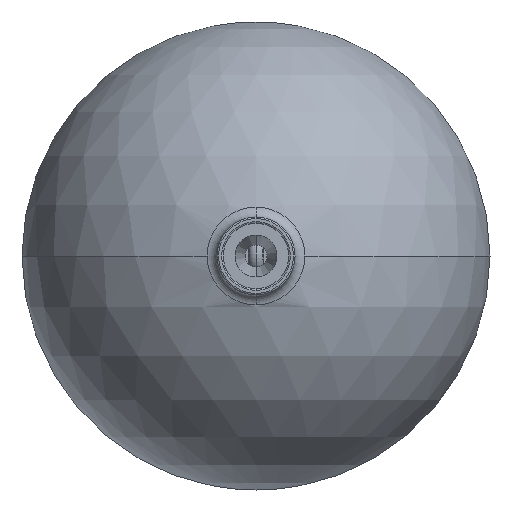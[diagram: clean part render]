
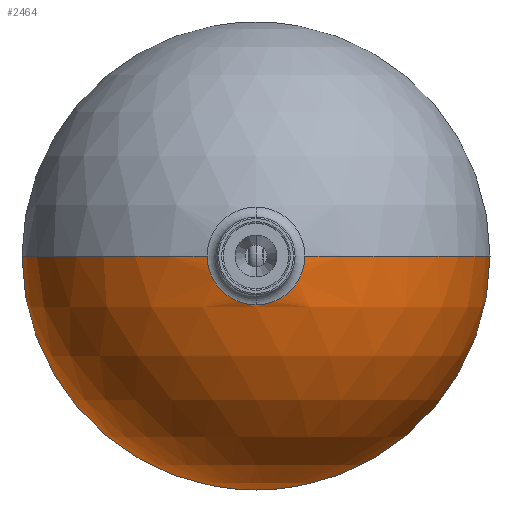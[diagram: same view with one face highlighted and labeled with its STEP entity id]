
A CAD part, front view. The second image highlights one B-rep face of the part: STEP entity #2464.
In plain terms, the highlighted spherical face has radius 150 mm.
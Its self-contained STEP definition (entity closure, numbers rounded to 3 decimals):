
#63 = CARTESIAN_POINT ( 'NONE',  ( 0., -150., 0. ) ) ;
#359 = DIRECTION ( 'NONE',  ( 0., 0., 1. ) ) ;
#372 = CARTESIAN_POINT ( 'NONE',  ( 0., -150., 0. ) ) ;
#402 = CARTESIAN_POINT ( 'NONE',  ( 0., -150., 0. ) ) ;
#513 = DIRECTION ( 'NONE',  ( 0., 1., 0. ) ) ;
#742 = DIRECTION ( 'NONE',  ( 0., 1., 0. ) ) ;
#824 = EDGE_CURVE ( 'NONE', #8410, #7424, #2029, .T. ) ;
#873 = AXIS2_PLACEMENT_3D ( 'NONE', #63, #7776, #1241 ) ;
#951 = AXIS2_PLACEMENT_3D ( 'NONE', #7871, #742, #1917 ) ;
#964 = EDGE_LOOP ( 'NONE', ( #4672, #7699, #5070, #6623, #1609, #8299 ) ) ;
#986 = AXIS2_PLACEMENT_3D ( 'NONE', #372, #5757, #1548 ) ;
#1241 = DIRECTION ( 'NONE',  ( 1., 0., 0. ) ) ;
#1284 = FACE_OUTER_BOUND ( 'NONE', #964, .T. ) ;
#1536 = CIRCLE ( 'NONE', #7821, 31.329 ) ;
#1548 = DIRECTION ( 'NONE',  ( -1., 0., 0. ) ) ;
#1576 = DIRECTION ( 'NONE',  ( 1., 0., 0. ) ) ;
#1609 = ORIENTED_EDGE ( 'NONE', *, *, #6888, .F. ) ;
#1706 = VERTEX_POINT ( 'NONE', #5947 ) ;
#1917 = DIRECTION ( 'NONE',  ( 0., 0., 1. ) ) ;
#1918 = VERTEX_POINT ( 'NONE', #7900 ) ;
#2029 = CIRCLE ( 'NONE', #4571, 149.944 ) ;
#2464 = ADVANCED_FACE ( 'NONE', ( #1284 ), #7518, .T. ) ;
#2860 = EDGE_CURVE ( 'NONE', #1918, #8012, #4045, .T. ) ;
#2932 = DIRECTION ( 'NONE',  ( 0., 0., 1. ) ) ;
#3267 = CARTESIAN_POINT ( 'NONE',  ( 0., -154.11, -149.944 ) ) ;
#3436 = AXIS2_PLACEMENT_3D ( 'NONE', #402, #5499, #1576 ) ;
#3633 = DIRECTION ( 'NONE',  ( 0., 1., 0. ) ) ;
#3835 = EDGE_CURVE ( 'NONE', #6942, #1918, #1536, .T. ) ;
#3964 = CARTESIAN_POINT ( 'NONE',  ( 0., -154.11, 0. ) ) ;
#4033 = CIRCLE ( 'NONE', #986, 150. ) ;
#4045 = CIRCLE ( 'NONE', #951, 31.329 ) ;
#4373 = CARTESIAN_POINT ( 'NONE',  ( -31.329, -296.692, 0. ) ) ;
#4436 = CARTESIAN_POINT ( 'NONE',  ( 0., -154.11, 0. ) ) ;
#4571 = AXIS2_PLACEMENT_3D ( 'NONE', #3964, #7475, #359 ) ;
#4662 = CARTESIAN_POINT ( 'NONE',  ( 0., -296.692, 0. ) ) ;
#4672 = ORIENTED_EDGE ( 'NONE', *, *, #2860, .T. ) ;
#4701 = CARTESIAN_POINT ( 'NONE',  ( 31.329, -296.692, 0. ) ) ;
#5070 = ORIENTED_EDGE ( 'NONE', *, *, #824, .F. ) ;
#5499 = DIRECTION ( 'NONE',  ( 0., 0., -1. ) ) ;
#5757 = DIRECTION ( 'NONE',  ( 0., 0., -1. ) ) ;
#5947 = CARTESIAN_POINT ( 'NONE',  ( 149.944, -154.11, 0. ) ) ;
#6191 = AXIS2_PLACEMENT_3D ( 'NONE', #4436, #513, #6746 ) ;
#6623 = ORIENTED_EDGE ( 'NONE', *, *, #8374, .F. ) ;
#6746 = DIRECTION ( 'NONE',  ( 0., 0., 1. ) ) ;
#6888 = EDGE_CURVE ( 'NONE', #6942, #1706, #7310, .T. ) ;
#6942 = VERTEX_POINT ( 'NONE', #4701 ) ;
#7255 = EDGE_CURVE ( 'NONE', #8012, #7424, #4033, .T. ) ;
#7310 = CIRCLE ( 'NONE', #873, 150. ) ;
#7424 = VERTEX_POINT ( 'NONE', #7600 ) ;
#7475 = DIRECTION ( 'NONE',  ( 0., 1., 0. ) ) ;
#7518 = SPHERICAL_SURFACE ( 'NONE', #3436, 150. ) ;
#7600 = CARTESIAN_POINT ( 'NONE',  ( -149.944, -154.11, 0. ) ) ;
#7699 = ORIENTED_EDGE ( 'NONE', *, *, #7255, .T. ) ;
#7776 = DIRECTION ( 'NONE',  ( 0., 0., 1. ) ) ;
#7821 = AXIS2_PLACEMENT_3D ( 'NONE', #4662, #3633, #2932 ) ;
#7831 = CIRCLE ( 'NONE', #6191, 149.944 ) ;
#7871 = CARTESIAN_POINT ( 'NONE',  ( 0., -296.692, 0. ) ) ;
#7900 = CARTESIAN_POINT ( 'NONE',  ( 0., -296.692, -31.329 ) ) ;
#8012 = VERTEX_POINT ( 'NONE', #4373 ) ;
#8299 = ORIENTED_EDGE ( 'NONE', *, *, #3835, .T. ) ;
#8374 = EDGE_CURVE ( 'NONE', #1706, #8410, #7831, .T. ) ;
#8410 = VERTEX_POINT ( 'NONE', #3267 ) ;
